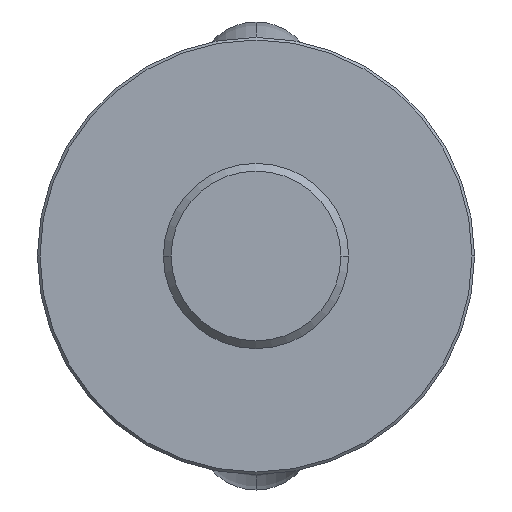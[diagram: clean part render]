
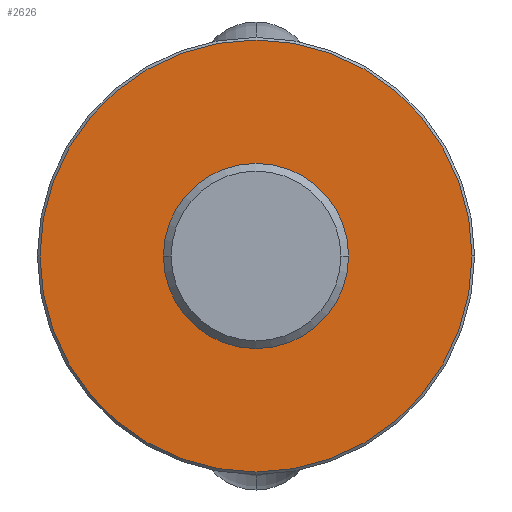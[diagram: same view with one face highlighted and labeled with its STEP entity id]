
A CAD part, front view. The second image highlights one B-rep face of the part: STEP entity #2626.
In plain terms, the highlighted planar face has unit normal (0, -1, 0).
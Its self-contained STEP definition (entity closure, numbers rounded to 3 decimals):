
#5=CARTESIAN_POINT('',(0.,0.,0.));
#6=DIRECTION('',(0.,1.,0.));
#7=DIRECTION('',(1.,0.,0.));
#8=AXIS2_PLACEMENT_3D('',#5,#6,#7);
#14=CARTESIAN_POINT('',(0.,0.,0.));
#15=DIRECTION('',(0.,-1.,0.));
#16=DIRECTION('',(1.,0.,0.));
#17=AXIS2_PLACEMENT_3D('',#14,#15,#16);
#52=CARTESIAN_POINT('',(0.,0.,0.));
#53=DIRECTION('',(0.,-1.,0.));
#54=DIRECTION('',(1.,0.,0.));
#55=AXIS2_PLACEMENT_3D('',#52,#53,#54);
#1980=CARTESIAN_POINT('',(0.,0.,0.));
#1981=DIRECTION('',(0.,1.,0.));
#1982=DIRECTION('',(1.,0.,0.));
#1983=AXIS2_PLACEMENT_3D('',#1980,#1981,#1982);
#2037=CARTESIAN_POINT('',(84.,0.,0.));
#2038=CARTESIAN_POINT('',(-84.,0.,0.));
#2039=VERTEX_POINT('',#2037);
#2040=VERTEX_POINT('',#2038);
#2089=CARTESIAN_POINT('',(36.,0.,0.));
#2091=VERTEX_POINT('',#2089);
#2095=CARTESIAN_POINT('',(-36.,0.,0.));
#2097=VERTEX_POINT('',#2095);
#2609=CARTESIAN_POINT('',(0.,0.,0.));
#2610=DIRECTION('',(0.,-1.,0.));
#2611=DIRECTION('',(-1.,0.,0.));
#2612=AXIS2_PLACEMENT_3D('',#2609,#2610,#2611);
#2613=PLANE('',#2612);
#2615=ORIENTED_EDGE('',*,*,#2614,.F.);
#2617=ORIENTED_EDGE('',*,*,#2616,.T.);
#2618=EDGE_LOOP('',(#2615,#2617));
#2619=FACE_OUTER_BOUND('',#2618,.F.);
#2621=ORIENTED_EDGE('',*,*,#2620,.F.);
#2623=ORIENTED_EDGE('',*,*,#2622,.T.);
#2624=EDGE_LOOP('',(#2621,#2623));
#2625=FACE_BOUND('',#2624,.F.);
#2626=ADVANCED_FACE('',(#2619,#2625),#2613,.T.);
#9=CIRCLE('',#8,36.);
#18=CIRCLE('',#17,36.);
#56=CIRCLE('',#55,84.);
#1984=CIRCLE('',#1983,84.);
#2614=EDGE_CURVE('',#2039,#2040,#56,.T.);
#2616=EDGE_CURVE('',#2039,#2040,#1984,.T.);
#2620=EDGE_CURVE('',#2091,#2097,#9,.T.);
#2622=EDGE_CURVE('',#2091,#2097,#18,.T.);
